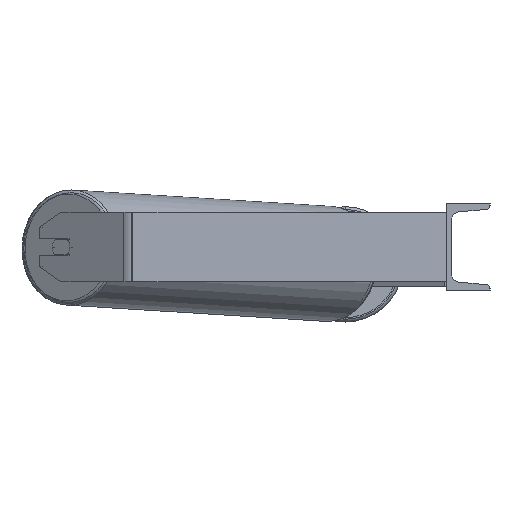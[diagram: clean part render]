
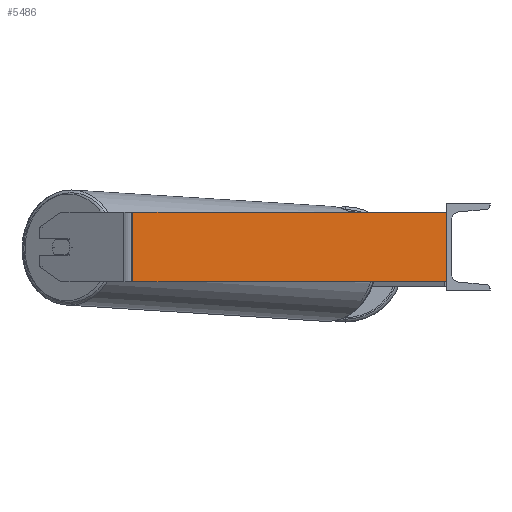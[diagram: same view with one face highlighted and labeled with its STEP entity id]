
A CAD part, left-side view. The second image highlights one B-rep face of the part: STEP entity #5486.
In plain terms, the highlighted planar face has unit normal (-0.996, -0.087, 0).
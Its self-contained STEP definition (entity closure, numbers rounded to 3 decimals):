
#246 = DIRECTION ( 'NONE',  ( 0.996, 0.087, 0. ) ) ;
#276 = EDGE_CURVE ( 'NONE', #8185, #731, #1929, .T. ) ;
#354 = VECTOR ( 'NONE', #7606, 1000. ) ;
#374 = DIRECTION ( 'NONE',  ( -0.087, 0.996, 0. ) ) ;
#550 = CARTESIAN_POINT ( 'NONE',  ( -785., 0., 40. ) ) ;
#569 = LINE ( 'NONE', #4775, #4942 ) ;
#731 = VERTEX_POINT ( 'NONE', #7611 ) ;
#1901 = FACE_OUTER_BOUND ( 'NONE', #8473, .T. ) ;
#1929 = LINE ( 'NONE', #550, #8264 ) ;
#2076 = ORIENTED_EDGE ( 'NONE', *, *, #276, .F. ) ;
#2239 = CARTESIAN_POINT ( 'NONE',  ( -816.65, 361.76, -40. ) ) ;
#2281 = EDGE_CURVE ( 'NONE', #2687, #731, #8253, .T. ) ;
#2687 = VERTEX_POINT ( 'NONE', #2239 ) ;
#3342 = AXIS2_PLACEMENT_3D ( 'NONE', #6624, #246, #374 ) ;
#3422 = LINE ( 'NONE', #6220, #354 ) ;
#3424 = CARTESIAN_POINT ( 'NONE',  ( -817.157, 367.561, -40. ) ) ;
#3809 = PLANE ( 'NONE',  #3342 ) ;
#4077 = DIRECTION ( 'NONE',  ( 0., 0., -1. ) ) ;
#4775 = CARTESIAN_POINT ( 'NONE',  ( -816.65, 361.76, 40. ) ) ;
#4889 = DIRECTION ( 'NONE',  ( 0.087, -0.996, 0. ) ) ;
#4942 = VECTOR ( 'NONE', #5419, 1000. ) ;
#5176 = EDGE_CURVE ( 'NONE', #5994, #2687, #569, .T. ) ;
#5419 = DIRECTION ( 'NONE',  ( 0., 0., -1. ) ) ;
#5486 = ADVANCED_FACE ( 'NONE', ( #1901 ), #3809, .F. ) ;
#5740 = ORIENTED_EDGE ( 'NONE', *, *, #2281, .T. ) ;
#5913 = CARTESIAN_POINT ( 'NONE',  ( -816.65, 361.76, 40. ) ) ;
#5994 = VERTEX_POINT ( 'NONE', #5913 ) ;
#6220 = CARTESIAN_POINT ( 'NONE',  ( -817.157, 367.561, 40. ) ) ;
#6480 = VECTOR ( 'NONE', #4889, 1000. ) ;
#6513 = CARTESIAN_POINT ( 'NONE',  ( -785., 0., 40. ) ) ;
#6624 = CARTESIAN_POINT ( 'NONE',  ( -817.157, 367.561, 40. ) ) ;
#6825 = ORIENTED_EDGE ( 'NONE', *, *, #5176, .T. ) ;
#7265 = ORIENTED_EDGE ( 'NONE', *, *, #8392, .F. ) ;
#7606 = DIRECTION ( 'NONE',  ( 0.087, -0.996, 0. ) ) ;
#7611 = CARTESIAN_POINT ( 'NONE',  ( -785., 0., -40. ) ) ;
#8185 = VERTEX_POINT ( 'NONE', #6513 ) ;
#8253 = LINE ( 'NONE', #3424, #6480 ) ;
#8264 = VECTOR ( 'NONE', #4077, 1000. ) ;
#8392 = EDGE_CURVE ( 'NONE', #5994, #8185, #3422, .T. ) ;
#8473 = EDGE_LOOP ( 'NONE', ( #5740, #2076, #7265, #6825 ) ) ;
